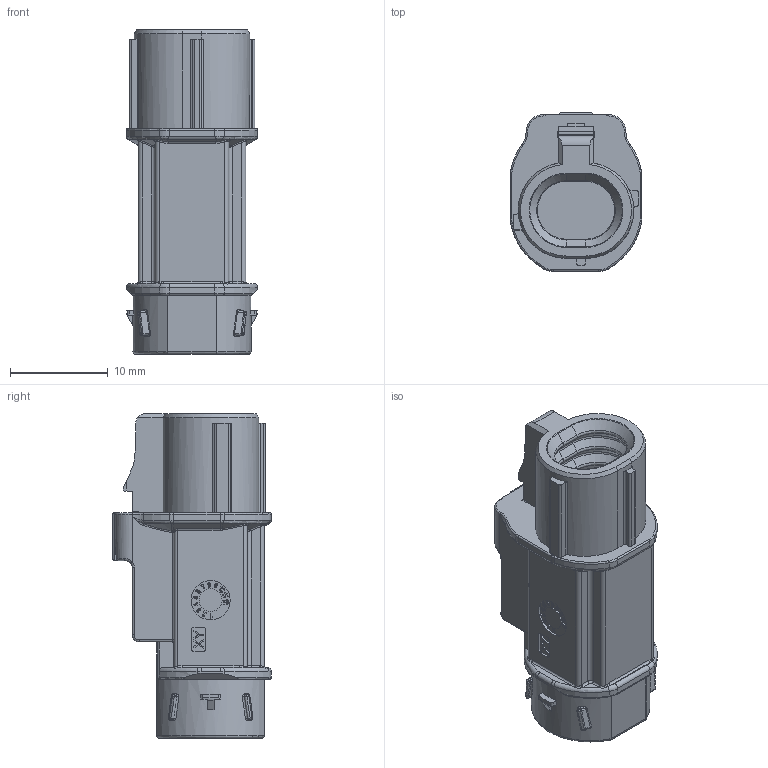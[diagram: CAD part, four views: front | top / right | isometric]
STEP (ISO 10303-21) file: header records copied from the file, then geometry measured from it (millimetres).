
FILE_DESCRIPTION(/* description */ (''),/* implementation_level */ '2;1');
FILE_NAME(/* name */ '35512487-CODE Z.stp',/* time_stamp */ '2023-07-21T16:05:46+08:00',/* author */ (''),/* organization */ (''),/* preprocessor_version */ 'ST-DEVELOPER v16',/* originating_system */ 'SIEMENS PLM Software NX 11.0',/* authorisation */ '');
FILE_SCHEMA (('AUTOMOTIVE_DESIGN { 1 0 10303 214 3 1 1 1 }'));
Length unit declared in the file: millimetre
Products named in the file (1): 35512487-CODE Z
Bounding box: 13.4 x 16.2 x 33.15 mm (x, y, z)
Volume: 3318.1 mm3; surface area: 2314.4 mm2
Topology: 1 solids, 1 shells, 917 faces, 2260 edges, 1377 vertices
Faces by surface type: plane 385, cylinder 242, bspline 140, torus 66, extrusion 24, revolution 22, sphere 20, cone 18
Full cylindrical faces by diameter (mm): 0.358 x2, 2.333 x1, 4 x1
Entity records: 36785 total; most frequent: CARTESIAN_POINT 9350, ORIENTED_EDGE 4478, DIRECTION 4254, EDGE_CURVE 2239, AXIS2_PLACEMENT_3D 1531, VERTEX_POINT 1374, VECTOR 1170, LINE 1146
